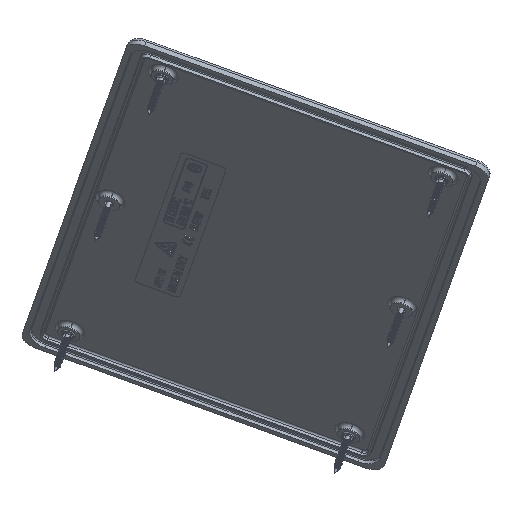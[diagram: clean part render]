
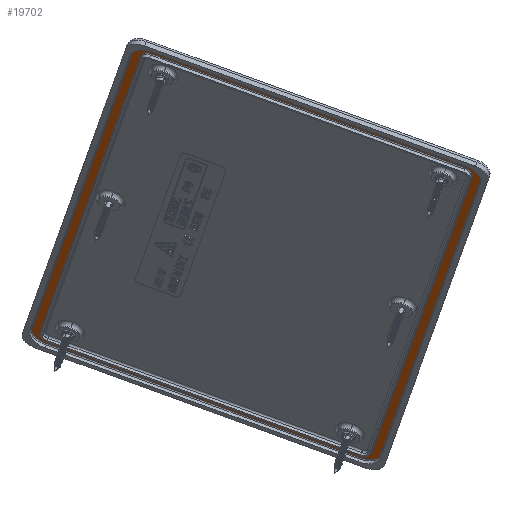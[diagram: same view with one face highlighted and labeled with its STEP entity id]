
A CAD part, left-side view. The second image highlights one B-rep face of the part: STEP entity #19702.
In plain terms, the highlighted face is planar.
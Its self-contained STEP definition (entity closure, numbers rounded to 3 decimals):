
#2501=CARTESIAN_POINT('Line Origine',(-6.51,88.5,2.2)) ;
#2505=CARTESIAN_POINT('Vertex',(127.2,88.5,2.2)) ;
#2507=CARTESIAN_POINT('Vertex',(-127.2,88.5,2.2)) ;
#2532=CARTESIAN_POINT('Axis2P3D Location',(-127.2,79.7,2.2)) ;
#2536=CARTESIAN_POINT('Vertex',(-136.,79.7,2.2)) ;
#2556=CARTESIAN_POINT('Line Origine',(-136.,0.,2.2)) ;
#2560=CARTESIAN_POINT('Vertex',(-136.,-79.7,2.2)) ;
#2580=CARTESIAN_POINT('Axis2P3D Location',(-127.2,-79.7,2.2)) ;
#2584=CARTESIAN_POINT('Vertex',(-127.2,-88.5,2.2)) ;
#2604=CARTESIAN_POINT('Line Origine',(0.,-88.5,2.2)) ;
#2608=CARTESIAN_POINT('Vertex',(127.2,-88.5,2.2)) ;
#2628=CARTESIAN_POINT('Axis2P3D Location',(127.2,-79.7,2.2)) ;
#2632=CARTESIAN_POINT('Vertex',(136.,-79.7,2.2)) ;
#2652=CARTESIAN_POINT('Line Origine',(136.,0.,2.2)) ;
#2656=CARTESIAN_POINT('Vertex',(136.,79.7,2.2)) ;
#2676=CARTESIAN_POINT('Axis2P3D Location',(127.2,79.7,2.2)) ;
#19621=CARTESIAN_POINT('Axis2P3D Location',(0.,0.,2.2)) ;
#19636=CARTESIAN_POINT('Line Origine',(131.7,0.,2.2)) ;
#19640=CARTESIAN_POINT('Vertex',(131.7,-79.7,2.2)) ;
#19642=CARTESIAN_POINT('Vertex',(131.7,79.7,2.2)) ;
#19645=CARTESIAN_POINT('Axis2P3D Location',(127.2,79.7,2.2)) ;
#19649=CARTESIAN_POINT('Vertex',(127.2,84.2,2.2)) ;
#19652=CARTESIAN_POINT('Line Origine',(0.,84.2,2.2)) ;
#19656=CARTESIAN_POINT('Vertex',(-127.2,84.2,2.2)) ;
#19659=CARTESIAN_POINT('Axis2P3D Location',(-127.2,79.7,2.2)) ;
#19663=CARTESIAN_POINT('Vertex',(-131.7,79.7,2.2)) ;
#19666=CARTESIAN_POINT('Line Origine',(-131.7,0.,2.2)) ;
#19670=CARTESIAN_POINT('Vertex',(-131.7,-79.7,2.2)) ;
#19673=CARTESIAN_POINT('Axis2P3D Location',(-127.2,-79.7,2.2)) ;
#19677=CARTESIAN_POINT('Vertex',(-127.2,-84.2,2.2)) ;
#19680=CARTESIAN_POINT('Line Origine',(0.,-84.2,2.2)) ;
#19684=CARTESIAN_POINT('Vertex',(127.2,-84.2,2.2)) ;
#19687=CARTESIAN_POINT('Axis2P3D Location',(127.2,-79.7,2.2)) ;
#2502=DIRECTION('Vector Direction',(1.,0.,0.)) ;
#2533=DIRECTION('Axis2P3D Direction',(-0.,0.,1.)) ;
#2557=DIRECTION('Vector Direction',(0.,-1.,0.)) ;
#2581=DIRECTION('Axis2P3D Direction',(0.,-0.,1.)) ;
#2605=DIRECTION('Vector Direction',(-1.,0.,0.)) ;
#2629=DIRECTION('Axis2P3D Direction',(0.,0.,1.)) ;
#2653=DIRECTION('Vector Direction',(0.,-1.,0.)) ;
#2677=DIRECTION('Axis2P3D Direction',(0.,0.,1.)) ;
#19622=DIRECTION('Axis2P3D Direction',(0.,0.,1.)) ;
#19623=DIRECTION('Axis2P3D XDirection',(1.,0.,0.)) ;
#19637=DIRECTION('Vector Direction',(0.,-1.,0.)) ;
#19646=DIRECTION('Axis2P3D Direction',(0.,0.,1.)) ;
#19653=DIRECTION('Vector Direction',(-1.,0.,0.)) ;
#19660=DIRECTION('Axis2P3D Direction',(0.,0.,1.)) ;
#19667=DIRECTION('Vector Direction',(0.,-1.,0.)) ;
#19674=DIRECTION('Axis2P3D Direction',(0.,0.,1.)) ;
#19681=DIRECTION('Vector Direction',(-1.,0.,0.)) ;
#19688=DIRECTION('Axis2P3D Direction',(0.,0.,1.)) ;
#2534=AXIS2_PLACEMENT_3D('Circle Axis2P3D',#2532,#2533,$) ;
#2582=AXIS2_PLACEMENT_3D('Circle Axis2P3D',#2580,#2581,$) ;
#2630=AXIS2_PLACEMENT_3D('Circle Axis2P3D',#2628,#2629,$) ;
#2678=AXIS2_PLACEMENT_3D('Circle Axis2P3D',#2676,#2677,$) ;
#19624=AXIS2_PLACEMENT_3D('Plane Axis2P3D',#19621,#19622,#19623) ;
#19647=AXIS2_PLACEMENT_3D('Circle Axis2P3D',#19645,#19646,$) ;
#19661=AXIS2_PLACEMENT_3D('Circle Axis2P3D',#19659,#19660,$) ;
#19675=AXIS2_PLACEMENT_3D('Circle Axis2P3D',#19673,#19674,$) ;
#19689=AXIS2_PLACEMENT_3D('Circle Axis2P3D',#19687,#19688,$) ;
#19627=ORIENTED_EDGE('',*,*,#2680,.F.) ;
#19628=ORIENTED_EDGE('',*,*,#2658,.F.) ;
#19629=ORIENTED_EDGE('',*,*,#2634,.F.) ;
#19630=ORIENTED_EDGE('',*,*,#2610,.F.) ;
#19631=ORIENTED_EDGE('',*,*,#2586,.F.) ;
#19632=ORIENTED_EDGE('',*,*,#2562,.F.) ;
#19633=ORIENTED_EDGE('',*,*,#2538,.F.) ;
#19634=ORIENTED_EDGE('',*,*,#2509,.F.) ;
#19693=ORIENTED_EDGE('',*,*,#19644,.T.) ;
#19694=ORIENTED_EDGE('',*,*,#19651,.T.) ;
#19695=ORIENTED_EDGE('',*,*,#19658,.T.) ;
#19696=ORIENTED_EDGE('',*,*,#19665,.T.) ;
#19697=ORIENTED_EDGE('',*,*,#19672,.T.) ;
#19698=ORIENTED_EDGE('',*,*,#19679,.T.) ;
#19699=ORIENTED_EDGE('',*,*,#19686,.T.) ;
#19700=ORIENTED_EDGE('',*,*,#19691,.T.) ;
#19701=FACE_BOUND('',#19692,.T.) ;
#2503=VECTOR('Line Direction',#2502,1.) ;
#2558=VECTOR('Line Direction',#2557,1.) ;
#2606=VECTOR('Line Direction',#2605,1.) ;
#2654=VECTOR('Line Direction',#2653,1.) ;
#19638=VECTOR('Line Direction',#19637,1.) ;
#19654=VECTOR('Line Direction',#19653,1.) ;
#19668=VECTOR('Line Direction',#19667,1.) ;
#19682=VECTOR('Line Direction',#19681,1.) ;
#19702=ADVANCED_FACE('PartBody',(#19635,#19701),#19625,.F.) ;
#2535=CIRCLE('generated circle',#2534,8.8) ;
#2583=CIRCLE('generated circle',#2582,8.8) ;
#2631=CIRCLE('generated circle',#2630,8.8) ;
#2679=CIRCLE('generated circle',#2678,8.8) ;
#19648=CIRCLE('generated circle',#19647,4.5) ;
#19662=CIRCLE('generated circle',#19661,4.5) ;
#19676=CIRCLE('generated circle',#19675,4.5) ;
#19690=CIRCLE('generated circle',#19689,4.5) ;
#2509=EDGE_CURVE('',#2506,#2508,#2504,.F.) ;
#2538=EDGE_CURVE('',#2508,#2537,#2535,.T.) ;
#2562=EDGE_CURVE('',#2537,#2561,#2559,.T.) ;
#2586=EDGE_CURVE('',#2561,#2585,#2583,.T.) ;
#2610=EDGE_CURVE('',#2585,#2609,#2607,.F.) ;
#2634=EDGE_CURVE('',#2609,#2633,#2631,.T.) ;
#2658=EDGE_CURVE('',#2633,#2657,#2655,.F.) ;
#2680=EDGE_CURVE('',#2657,#2506,#2679,.T.) ;
#19644=EDGE_CURVE('',#19641,#19643,#19639,.F.) ;
#19651=EDGE_CURVE('',#19643,#19650,#19648,.T.) ;
#19658=EDGE_CURVE('',#19650,#19657,#19655,.T.) ;
#19665=EDGE_CURVE('',#19657,#19664,#19662,.T.) ;
#19672=EDGE_CURVE('',#19664,#19671,#19669,.T.) ;
#19679=EDGE_CURVE('',#19671,#19678,#19676,.T.) ;
#19686=EDGE_CURVE('',#19678,#19685,#19683,.F.) ;
#19691=EDGE_CURVE('',#19685,#19641,#19690,.T.) ;
#19626=EDGE_LOOP('',(#19627,#19628,#19629,#19630,#19631,#19632,#19633,#19634)) ;
#19692=EDGE_LOOP('',(#19693,#19694,#19695,#19696,#19697,#19698,#19699,#19700)) ;
#19635=FACE_OUTER_BOUND('',#19626,.T.) ;
#2504=LINE('Line',#2501,#2503) ;
#2559=LINE('Line',#2556,#2558) ;
#2607=LINE('Line',#2604,#2606) ;
#2655=LINE('Line',#2652,#2654) ;
#19639=LINE('Line',#19636,#19638) ;
#19655=LINE('Line',#19652,#19654) ;
#19669=LINE('Line',#19666,#19668) ;
#19683=LINE('Line',#19680,#19682) ;
#19625=PLANE('',#19624) ;
#2506=VERTEX_POINT('',#2505) ;
#2508=VERTEX_POINT('',#2507) ;
#2537=VERTEX_POINT('',#2536) ;
#2561=VERTEX_POINT('',#2560) ;
#2585=VERTEX_POINT('',#2584) ;
#2609=VERTEX_POINT('',#2608) ;
#2633=VERTEX_POINT('',#2632) ;
#2657=VERTEX_POINT('',#2656) ;
#19641=VERTEX_POINT('',#19640) ;
#19643=VERTEX_POINT('',#19642) ;
#19650=VERTEX_POINT('',#19649) ;
#19657=VERTEX_POINT('',#19656) ;
#19664=VERTEX_POINT('',#19663) ;
#19671=VERTEX_POINT('',#19670) ;
#19678=VERTEX_POINT('',#19677) ;
#19685=VERTEX_POINT('',#19684) ;
